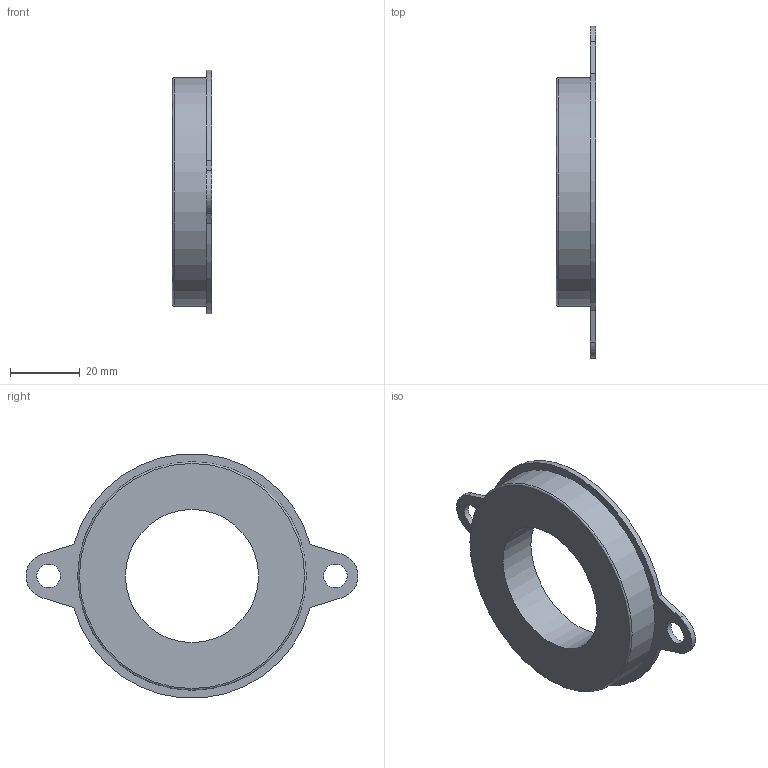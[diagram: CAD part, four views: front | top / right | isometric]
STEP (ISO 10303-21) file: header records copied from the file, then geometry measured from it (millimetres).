
FILE_DESCRIPTION(/* description */ (''),/* implementation_level */ '2;1');
FILE_NAME(/* name */ 'GE-18097-1.ipt.stp',/* time_stamp */ '2018-01-01T11:20:23-08:00',/* author */ ('PhillipD'),/* organization */ (''),/* preprocessor_version */ 'ST-DEVELOPER v16.13',/* originating_system */ 'Autodesk Inventor 2018',/* authorisation */ '');
FILE_SCHEMA (('AUTOMOTIVE_DESIGN { 1 0 10303 214 3 1 1 }'));
Length unit declared in the file: inch
Products named in the file (1): GE-18097-1
Bounding box: 11.3 x 94.95 x 69.74 mm (x, y, z)
Volume: 26277.9 mm3; surface area: 9716 mm2
Topology: 1 solids, 1 shells, 16 faces, 39 edges, 26 vertices
Faces by surface type: cylinder 8, plane 7, torus 1
Full cylindrical faces by diameter (mm): 6.731 x2, 38.1 x1, 65.405 x1
Entity records: 506 total; most frequent: DIRECTION 84, CARTESIAN_POINT 75, ORIENTED_EDGE 66, AXIS2_PLACEMENT_3D 34, EDGE_CURVE 33, EDGE_LOOP 28, VERTEX_POINT 25, CIRCLE 17
